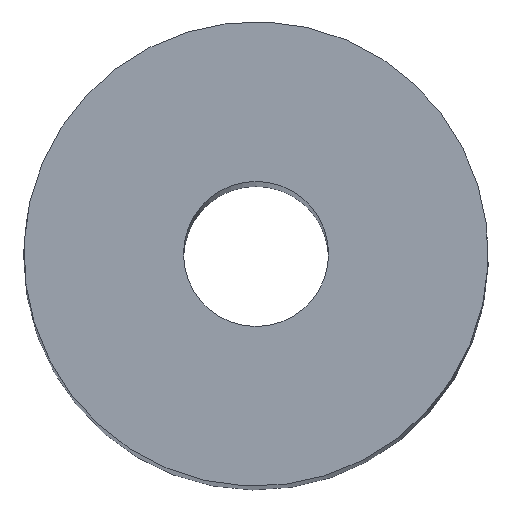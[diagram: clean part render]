
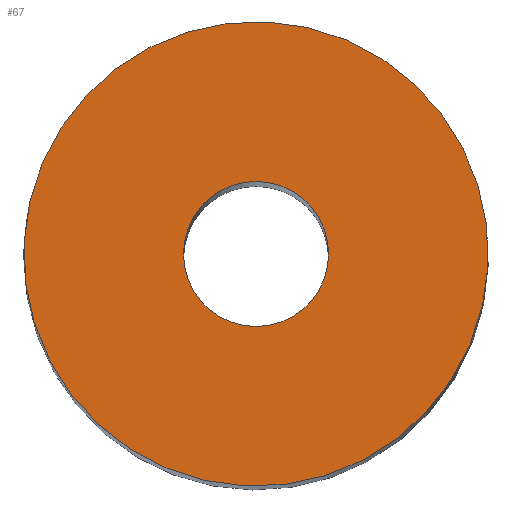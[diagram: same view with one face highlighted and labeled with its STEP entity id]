
A CAD part, top view. The second image highlights one B-rep face of the part: STEP entity #67.
In plain terms, the highlighted planar face has unit normal (0, 0, 1).
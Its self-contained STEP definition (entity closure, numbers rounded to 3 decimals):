
#45=EDGE_CURVE('240[2]',#103,#103,#104,.T.);
#55=EDGE_CURVE('240[2]',#119,#119,#120,.T.);
#67=ADVANCED_FACE('240[2]',(#135,#136),#137,.T.);
#103=VERTEX_POINT('',#171);
#104=CIRCLE('',#172,2.5);
#119=VERTEX_POINT('',#191);
#120=CIRCLE('',#192,8.0);
#135=FACE_BOUND('',#211,.T.);
#136=FACE_OUTER_BOUND('',#212,.T.);
#137=PLANE('',#213);
#171=CARTESIAN_POINT('',(2.5,0.0,100.0));
#172=AXIS2_PLACEMENT_3D('',#243,#244,#245);
#191=CARTESIAN_POINT('',(-1.,7.937,100.0));
#192=AXIS2_PLACEMENT_3D('',#261,#262,#263);
#211=EDGE_LOOP('',(#275));
#212=EDGE_LOOP('',(#276));
#213=AXIS2_PLACEMENT_3D('',#277,#278,#279);
#243=CARTESIAN_POINT('',(0.0,0.0,100.0));
#244=DIRECTION('',(0.,0.,-1.0));
#245=DIRECTION('',(1.0,0.,0.));
#261=CARTESIAN_POINT('',(0.,0.,100.0));
#262=DIRECTION('',(0.,0.,1.0));
#263=DIRECTION('',(1.0,0.,0.));
#275=ORIENTED_EDGE('',*,*,#45,.T.);
#276=ORIENTED_EDGE('',*,*,#55,.T.);
#277=CARTESIAN_POINT('',(0.,-8.,100.0));
#278=DIRECTION('',(0.,0.,1.0));
#279=DIRECTION('',(1.0,0.,0.0));
